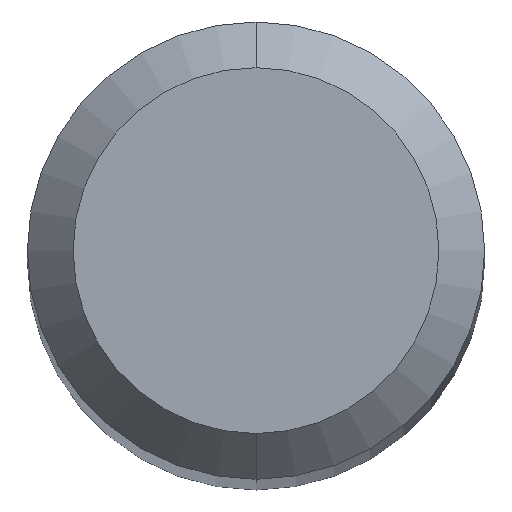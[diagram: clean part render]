
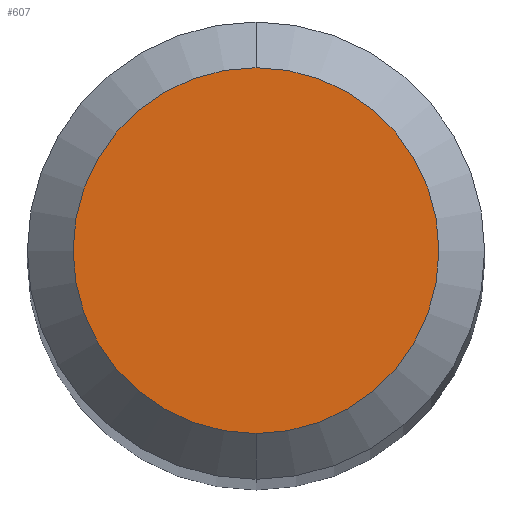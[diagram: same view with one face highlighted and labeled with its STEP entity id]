
A CAD part, top view. The second image highlights one B-rep face of the part: STEP entity #607.
In plain terms, the highlighted planar face has unit normal (0, 0, 1).
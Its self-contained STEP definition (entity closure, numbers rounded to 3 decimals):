
#471=EDGE_CURVE('',#989,#877,#1212,.T.);
#607=ADVANCED_FACE('',(#1362),#1363,.T.);
#877=VERTEX_POINT('',#1656);
#951=EDGE_CURVE('',#877,#989,#1736,.T.);
#989=VERTEX_POINT('',#1778);
#1212=CIRCLE('',#2351,1.2);
#1362=FACE_OUTER_BOUND('',#3017,.T.);
#1363=PLANE('',#3018);
#1656=CARTESIAN_POINT('',(0.0,1.2,0.0));
#1736=CIRCLE('',#5082,1.2);
#1778=CARTESIAN_POINT('',(0.,-1.2,0.0));
#2351=AXIS2_PLACEMENT_3D('',#6184,#6185,#6186);
#3017=EDGE_LOOP('',(#6362,#6363));
#3018=AXIS2_PLACEMENT_3D('',#6364,#6365,#6366);
#5082=AXIS2_PLACEMENT_3D('',#6750,#6751,#6752);
#6184=CARTESIAN_POINT('',(0.0,0.0,0.0));
#6185=DIRECTION('',(0.0,0.0,-1.0));
#6186=DIRECTION('',(0.0,1.0,0.0));
#6362=ORIENTED_EDGE('',*,*,#951,.F.);
#6363=ORIENTED_EDGE('',*,*,#471,.F.);
#6364=CARTESIAN_POINT('',(0.0,0.6,0.0));
#6365=DIRECTION('',(-0.0,0.0,1.0));
#6366=DIRECTION('',(0.0,-1.0,0.0));
#6750=CARTESIAN_POINT('',(0.0,0.0,0.0));
#6751=DIRECTION('',(0.0,0.0,-1.0));
#6752=DIRECTION('',(0.0,1.0,0.0));
